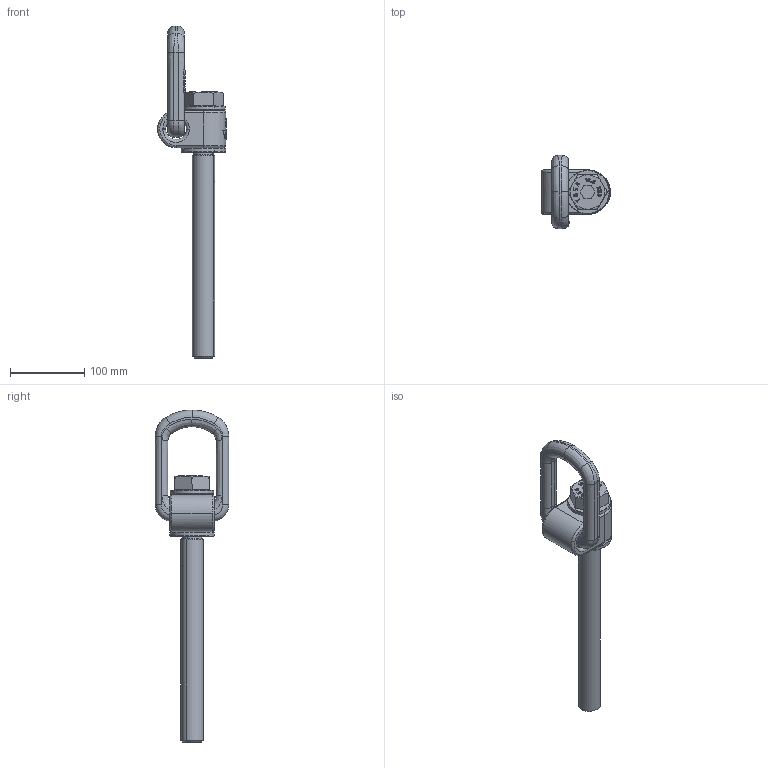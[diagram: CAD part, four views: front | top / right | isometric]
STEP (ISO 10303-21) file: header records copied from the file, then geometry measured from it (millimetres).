
FILE_DESCRIPTION(('CATIA V5 STEP Exchange'),'2;1');
FILE_NAME('8-211-050-340L.stp','2015-07-09T10:46:05+00:00',('none'),('none'),'CATIA Version 5 Release 21 GA (IN-10)','CATIA V5 STEP AP203','none');
FILE_SCHEMA(('CONFIG_CONTROL_DESIGN'));
Products named in the file (1): 8-211-050
Assembly tree (4 placements, depth 2):
  8-211-050
    #58
    #14295
    #27139
    #27933
Bounding box: 92.8 x 99 x 448.15 mm (x, y, z)
Volume: 598419.3 mm3; surface area: 115495 mm2
Topology: 4 solids, 4 shells, 1150 faces, 3275 edges, 2160 vertices
Faces by surface type: plane 1000, cylinder 52, bspline 42, torus 40, cone 16
Entity records: 45312 total; most frequent: CARTESIAN_POINT 17489, ORIENTED_EDGE 6550, DIRECTION 4445, EDGE_CURVE 3275, VERTEX_POINT 2160, VECTOR 2136, LINE 2136, AXIS2_PLACEMENT_3D 1253
